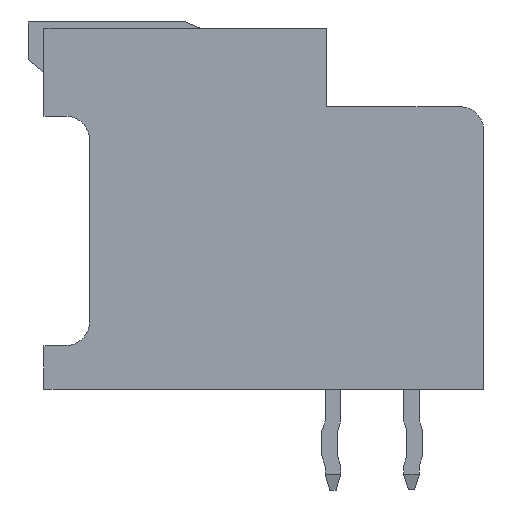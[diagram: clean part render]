
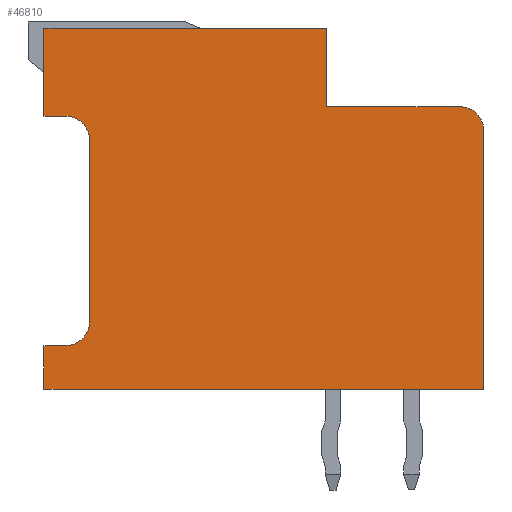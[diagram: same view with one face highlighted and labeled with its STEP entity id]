
A CAD part, left-side view. The second image highlights one B-rep face of the part: STEP entity #46810.
In plain terms, the highlighted face is planar.
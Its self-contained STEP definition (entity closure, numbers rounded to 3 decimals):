
#1058=PLANE('',#48775);
#5255=LINE('',#65339,#10009);
#5288=LINE('',#65414,#10042);
#5292=LINE('',#65423,#10046);
#5296=LINE('',#65432,#10050);
#5297=LINE('',#65434,#10051);
#5298=LINE('',#65439,#10052);
#5299=LINE('',#65441,#10053);
#5300=LINE('',#65443,#10054);
#5301=LINE('',#65446,#10055);
#5302=LINE('',#65448,#10056);
#10009=VECTOR('',#55363,1000.);
#10042=VECTOR('',#55420,1000.);
#10046=VECTOR('',#55426,1000.);
#10050=VECTOR('',#55432,1000.);
#10051=VECTOR('',#55435,1000.);
#10052=VECTOR('',#55438,1000.);
#10053=VECTOR('',#55439,1000.);
#10054=VECTOR('',#55440,1000.);
#10055=VECTOR('',#55445,1000.);
#10056=VECTOR('',#55446,1000.);
#17125=ORIENTED_EDGE('',*,*,#24704,.T.);
#17126=ORIENTED_EDGE('',*,*,#24705,.T.);
#17127=ORIENTED_EDGE('',*,*,#24706,.T.);
#17128=ORIENTED_EDGE('',*,*,#24707,.T.);
#17129=ORIENTED_EDGE('',*,*,#24708,.T.);
#17130=ORIENTED_EDGE('',*,*,#24658,.T.);
#17131=ORIENTED_EDGE('',*,*,#24695,.T.);
#17132=ORIENTED_EDGE('',*,*,#24709,.F.);
#17133=ORIENTED_EDGE('',*,*,#24699,.T.);
#17134=ORIENTED_EDGE('',*,*,#24710,.F.);
#17135=ORIENTED_EDGE('',*,*,#24703,.T.);
#17136=ORIENTED_EDGE('',*,*,#24711,.T.);
#17137=ORIENTED_EDGE('',*,*,#24712,.T.);
#24658=EDGE_CURVE('',#28458,#28457,#5255,.T.);
#24695=EDGE_CURVE('',#28457,#28487,#5288,.T.);
#24699=EDGE_CURVE('',#28488,#28491,#5292,.T.);
#24703=EDGE_CURVE('',#28492,#28495,#5296,.T.);
#24704=EDGE_CURVE('',#28496,#28497,#5297,.T.);
#24705=EDGE_CURVE('',#28497,#28498,#29118,.T.);
#24706=EDGE_CURVE('',#28498,#28499,#5298,.T.);
#24707=EDGE_CURVE('',#28499,#28500,#5299,.T.);
#24708=EDGE_CURVE('',#28500,#28458,#5300,.T.);
#24709=EDGE_CURVE('',#28488,#28487,#29119,.T.);
#24710=EDGE_CURVE('',#28492,#28491,#29120,.T.);
#24711=EDGE_CURVE('',#28495,#28501,#5301,.T.);
#24712=EDGE_CURVE('',#28501,#28496,#5302,.T.);
#28457=VERTEX_POINT('',#65338);
#28458=VERTEX_POINT('',#65340);
#28487=VERTEX_POINT('',#65413);
#28488=VERTEX_POINT('',#65417);
#28491=VERTEX_POINT('',#65422);
#28492=VERTEX_POINT('',#65426);
#28495=VERTEX_POINT('',#65431);
#28496=VERTEX_POINT('',#65435);
#28497=VERTEX_POINT('',#65436);
#28498=VERTEX_POINT('',#65438);
#28499=VERTEX_POINT('',#65440);
#28500=VERTEX_POINT('',#65442);
#28501=VERTEX_POINT('',#65447);
#29118=CIRCLE('',#48776,0.75);
#29119=CIRCLE('',#48777,0.75);
#29120=CIRCLE('',#48778,0.75);
#30241=EDGE_LOOP('',(#17125,#17126,#17127,#17128,#17129,#17130,#17131,#17132,
#17133,#17134,#17135,#17136,#17137));
#32113=FACE_BOUND('',#30241,.T.);
#46810=ADVANCED_FACE('',(#32113),#1058,.T.);
#48775=AXIS2_PLACEMENT_3D('',#65433,#55433,#55434);
#48776=AXIS2_PLACEMENT_3D('',#65437,#55436,#55437);
#48777=AXIS2_PLACEMENT_3D('',#65444,#55441,#55442);
#48778=AXIS2_PLACEMENT_3D('',#65445,#55443,#55444);
#55363=DIRECTION('',(0.,-1.,0.));
#55420=DIRECTION('',(0.,0.,-1.));
#55426=DIRECTION('',(0.,-1.,0.));
#55432=DIRECTION('',(0.,0.,1.));
#55433=DIRECTION('',(1.,0.,0.));
#55434=DIRECTION('',(0.,0.,-1.));
#55435=DIRECTION('',(0.,1.,0.));
#55436=DIRECTION('',(1.,0.,0.));
#55437=DIRECTION('',(0.,0.,-1.));
#55438=DIRECTION('',(0.,0.,1.));
#55439=DIRECTION('',(0.,1.,0.));
#55440=DIRECTION('',(0.,0.,1.));
#55441=DIRECTION('',(1.,0.,0.));
#55442=DIRECTION('',(0.,0.,-1.));
#55443=DIRECTION('',(1.,0.,0.));
#55444=DIRECTION('',(0.,0.,-1.));
#55445=DIRECTION('',(0.,-1.,0.));
#55446=DIRECTION('',(0.,0.,-1.));
#65338=CARTESIAN_POINT('',(21.7,4.2,7.));
#65339=CARTESIAN_POINT('',(21.7,7.,7.));
#65340=CARTESIAN_POINT('',(21.7,7.,7.));
#65413=CARTESIAN_POINT('',(21.7,4.2,6.3));
#65414=CARTESIAN_POINT('',(21.7,4.2,7.));
#65417=CARTESIAN_POINT('',(21.7,3.45,5.55));
#65422=CARTESIAN_POINT('',(21.7,-2.35,5.55));
#65423=CARTESIAN_POINT('',(21.7,4.2,5.55));
#65426=CARTESIAN_POINT('',(21.7,-3.1,6.3));
#65431=CARTESIAN_POINT('',(21.7,-3.1,7.));
#65432=CARTESIAN_POINT('',(21.7,-3.1,5.55));
#65433=CARTESIAN_POINT('',(21.7,0.,0.));
#65434=CARTESIAN_POINT('',(21.7,-4.5,-7.));
#65435=CARTESIAN_POINT('',(21.7,-4.5,-7.));
#65436=CARTESIAN_POINT('',(21.7,3.75,-7.));
#65437=CARTESIAN_POINT('',(21.7,3.75,-6.25));
#65438=CARTESIAN_POINT('',(21.7,4.5,-6.25));
#65439=CARTESIAN_POINT('',(21.7,4.5,-7.));
#65440=CARTESIAN_POINT('',(21.7,4.5,-2.));
#65441=CARTESIAN_POINT('',(21.7,4.5,-2.));
#65442=CARTESIAN_POINT('',(21.7,7.,-2.));
#65443=CARTESIAN_POINT('',(21.7,7.,-2.));
#65444=CARTESIAN_POINT('',(21.7,3.45,6.3));
#65445=CARTESIAN_POINT('',(21.7,-2.35,6.3));
#65446=CARTESIAN_POINT('',(21.7,-3.1,7.));
#65447=CARTESIAN_POINT('',(21.7,-4.5,7.));
#65448=CARTESIAN_POINT('',(21.7,-4.5,7.));
